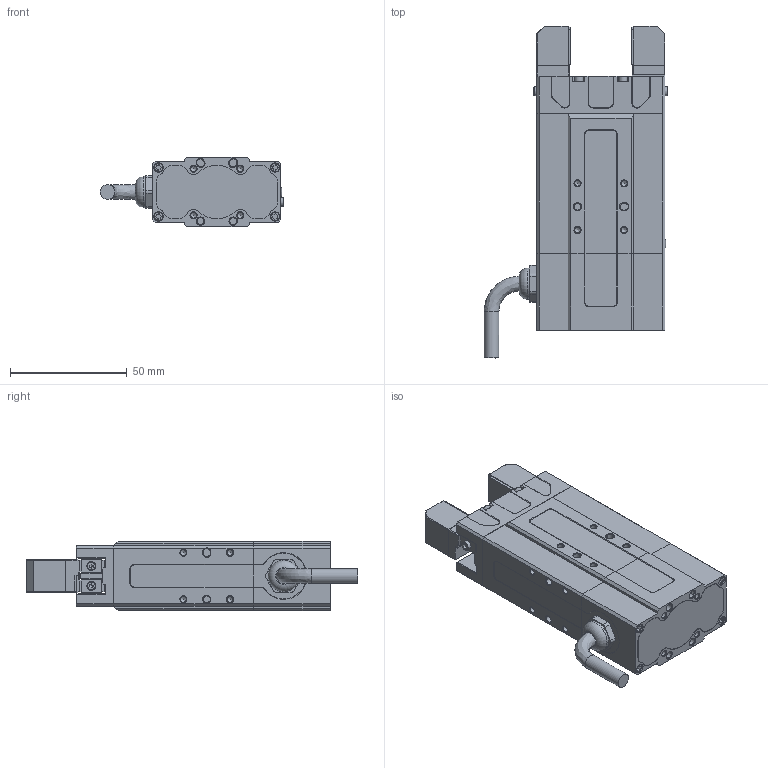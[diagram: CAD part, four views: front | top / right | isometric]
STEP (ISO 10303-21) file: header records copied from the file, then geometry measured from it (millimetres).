
FILE_DESCRIPTION (( 'STEP AP203' ), '1' );
FILE_NAME ('PGE-5L-3dmodel_20210831.STEP', '2021-08-31T04:28:46', ( '' ), ( '' ), 'SwSTEP 2.0', 'SolidWorks 2016', '' );
FILE_SCHEMA (( 'CONFIG_CONTROL_DESIGN' ));
Length unit declared in the file: millimetre
Products named in the file (19): A; M2.5x40苤埴翐芛; C; PGE-5L-3dmodel_20210831; B; hexagon socket head cap screws gb_GB_FASTENER_SCREWS_HSHCS M3X16-N; hexagon socket head cap screws gb; PGE-5-湍惕掅
Assembly tree (12 placements, depth 2):
  C
  PGE-5L-3dmodel_20210831
    A
    B  x2
    C  x2
    hexagon socket head cap screws gb_GB_FASTENER_SCREWS_HSHCS M3X16-N  x2
    PGE-5-湍惕掅
    M2.5x40苤埴翐芛  x4
  M2.5x40苤埴翐芛
  C
  B
Bounding box: 78.71 x 142.35 x 30 mm (x, y, z)
Volume: 170511.6 mm3; surface area: 43499.2 mm2
Topology: 21 solids, 27 shells, 957 faces, 2281 edges, 1433 vertices
Faces by surface type: plane 588, cylinder 217, cone 131, torus 15, bspline 5, sphere 1
Full cylindrical faces by diameter (mm): 2 x4, 2.05 x4, 2.1 x4, 2.5 x40, 2.6 x4, 3 x8, 3.2 x2, 3.8 x12, 3.95 x1, 4 x5, 5 x1, 5.1 x1, 5.5 x2, 6 x2, 6.3 x1, 7 x1, 13.4 x1
Entity records: 23208 total; most frequent: CARTESIAN_POINT 4625, DIRECTION 3527, ORIENTED_EDGE 3218, EDGE_CURVE 1609, AXIS2_PLACEMENT_3D 1197, LINE 1133, VECTOR 1133, VERTEX_POINT 1090
